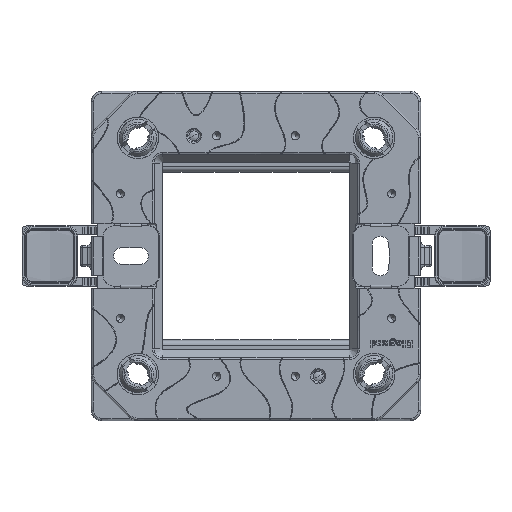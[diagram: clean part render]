
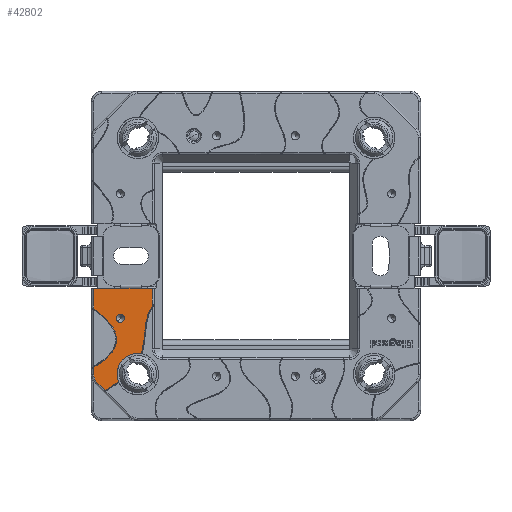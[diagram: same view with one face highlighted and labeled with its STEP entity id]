
A CAD part, top view. The second image highlights one B-rep face of the part: STEP entity #42802.
In plain terms, the highlighted planar face has unit normal (0, 0, 1).
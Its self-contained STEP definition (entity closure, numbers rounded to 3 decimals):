
#5317=AXIS2_PLACEMENT_3D('Circle Axis2P3D',#5315,#5316,$) ;
#5343=AXIS2_PLACEMENT_3D('Circle Axis2P3D',#5341,#5342,$) ;
#12574=AXIS2_PLACEMENT_3D('Plane Axis2P3D',#12571,#12572,#12573) ;
#42763=AXIS2_PLACEMENT_3D('Circle Axis2P3D',#42761,#42762,$) ;
#3931=CARTESIAN_POINT('Vertex',(-27.702,-7.852,3.)) ;
#3964=CARTESIAN_POINT('Vertex',(-27.702,-7.844,3.)) ;
#3967=CARTESIAN_POINT('Line Origine',(-27.702,0.,3.)) ;
#4035=CARTESIAN_POINT('Vertex',(-32.598,-7.852,3.)) ;
#4038=CARTESIAN_POINT('Line Origine',(-32.598,0.,3.)) ;
#4042=CARTESIAN_POINT('Vertex',(-32.598,-7.844,3.)) ;
#4067=CARTESIAN_POINT('Line Origine',(-30.15,-7.844,3.)) ;
#4215=CARTESIAN_POINT('Control Point',(-27.702,-7.852,3.)) ;
#4216=CARTESIAN_POINT('Control Point',(-24.989,-7.852,3.)) ;
#4217=CARTESIAN_POINT('Vertex',(-24.989,-7.852,3.)) ;
#4260=CARTESIAN_POINT('Line Origine',(-36.975,-7.852,3.)) ;
#4264=CARTESIAN_POINT('Vertex',(-39.118,-7.852,3.)) ;
#4820=CARTESIAN_POINT('Vertex',(-39.118,-28.654,3.)) ;
#4844=CARTESIAN_POINT('Vertex',(-38.387,-30.42,3.)) ;
#4848=CARTESIAN_POINT('Control Point',(-38.387,-30.42,3.)) ;
#4849=CARTESIAN_POINT('Control Point',(-38.455,-30.352,3.)) ;
#4850=CARTESIAN_POINT('Control Point',(-38.52,-30.28,3.)) ;
#4851=CARTESIAN_POINT('Control Point',(-38.581,-30.206,3.)) ;
#4852=CARTESIAN_POINT('Control Point',(-38.816,-29.891,3.)) ;
#4853=CARTESIAN_POINT('Control Point',(-38.987,-29.534,3.)) ;
#4854=CARTESIAN_POINT('Control Point',(-39.074,-29.246,3.)) ;
#4855=CARTESIAN_POINT('Control Point',(-39.118,-28.95,3.)) ;
#4856=CARTESIAN_POINT('Control Point',(-39.118,-28.654,3.)) ;
#5315=CARTESIAN_POINT('Axis2P3D Location',(-32.75,-15.,3.)) ;
#5319=CARTESIAN_POINT('Vertex',(-33.229,-15.878,3.)) ;
#5321=CARTESIAN_POINT('Vertex',(-32.271,-14.122,3.)) ;
#5341=CARTESIAN_POINT('Axis2P3D Location',(-32.75,-15.,3.)) ;
#12571=CARTESIAN_POINT('Axis2P3D Location',(0.,0.,3.)) ;
#42691=CARTESIAN_POINT('Line Origine',(-24.989,-9.999,3.)) ;
#42695=CARTESIAN_POINT('Vertex',(-24.989,-12.146,3.)) ;
#42698=CARTESIAN_POINT('Line Origine',(-39.118,-10.33,3.)) ;
#42702=CARTESIAN_POINT('Vertex',(-39.118,-12.807,3.)) ;
#42706=CARTESIAN_POINT('Control Point',(-39.118,-26.884,3.)) ;
#42707=CARTESIAN_POINT('Control Point',(-38.351,-26.431,3.)) ;
#42708=CARTESIAN_POINT('Control Point',(-37.602,-25.947,3.)) ;
#42709=CARTESIAN_POINT('Control Point',(-36.878,-25.423,3.)) ;
#42710=CARTESIAN_POINT('Control Point',(-35.737,-24.472,3.)) ;
#42711=CARTESIAN_POINT('Control Point',(-34.78,-23.341,3.)) ;
#42712=CARTESIAN_POINT('Control Point',(-34.439,-22.86,3.)) ;
#42713=CARTESIAN_POINT('Control Point',(-34.045,-22.144,3.)) ;
#42714=CARTESIAN_POINT('Control Point',(-33.798,-21.373,3.)) ;
#42715=CARTESIAN_POINT('Control Point',(-33.742,-21.153,3.)) ;
#42716=CARTESIAN_POINT('Control Point',(-33.659,-20.722,3.)) ;
#42717=CARTESIAN_POINT('Control Point',(-33.628,-20.285,3.)) ;
#42718=CARTESIAN_POINT('Control Point',(-33.626,-20.072,3.)) ;
#42719=CARTESIAN_POINT('Control Point',(-33.647,-19.646,3.)) ;
#42720=CARTESIAN_POINT('Control Point',(-33.716,-19.224,3.)) ;
#42721=CARTESIAN_POINT('Control Point',(-33.762,-19.013,3.)) ;
#42722=CARTESIAN_POINT('Control Point',(-33.953,-18.323,3.)) ;
#42723=CARTESIAN_POINT('Control Point',(-34.254,-17.669,3.)) ;
#42724=CARTESIAN_POINT('Control Point',(-34.507,-17.232,3.)) ;
#42725=CARTESIAN_POINT('Control Point',(-34.967,-16.555,3.)) ;
#42726=CARTESIAN_POINT('Control Point',(-35.491,-15.928,3.)) ;
#42727=CARTESIAN_POINT('Control Point',(-35.702,-15.691,3.)) ;
#42728=CARTESIAN_POINT('Control Point',(-36.452,-14.901,3.)) ;
#42729=CARTESIAN_POINT('Control Point',(-37.269,-14.182,3.)) ;
#42730=CARTESIAN_POINT('Control Point',(-37.87,-13.701,3.)) ;
#42731=CARTESIAN_POINT('Control Point',(-38.487,-13.244,3.)) ;
#42732=CARTESIAN_POINT('Control Point',(-39.118,-12.807,3.)) ;
#42733=CARTESIAN_POINT('Vertex',(-39.118,-26.884,3.)) ;
#42736=CARTESIAN_POINT('Line Origine',(-39.118,-27.769,3.)) ;
#42741=CARTESIAN_POINT('Line Origine',(-37.367,-31.44,3.)) ;
#42745=CARTESIAN_POINT('Vertex',(-36.347,-32.46,3.)) ;
#42749=CARTESIAN_POINT('Control Point',(-36.347,-32.46,3.)) ;
#42750=CARTESIAN_POINT('Control Point',(-35.841,-32.098,3.)) ;
#42751=CARTESIAN_POINT('Control Point',(-35.312,-31.753,3.)) ;
#42752=CARTESIAN_POINT('Control Point',(-34.77,-31.416,3.)) ;
#42753=CARTESIAN_POINT('Control Point',(-34.117,-31.014,3.)) ;
#42754=CARTESIAN_POINT('Control Point',(-33.469,-30.601,3.)) ;
#42755=CARTESIAN_POINT('Control Point',(-33.362,-30.532,3.)) ;
#42756=CARTESIAN_POINT('Control Point',(-33.254,-30.462,3.)) ;
#42757=CARTESIAN_POINT('Control Point',(-33.147,-30.392,3.)) ;
#42758=CARTESIAN_POINT('Vertex',(-33.147,-30.392,3.)) ;
#42761=CARTESIAN_POINT('Axis2P3D Location',(-28.5,-28.5,3.)) ;
#42765=CARTESIAN_POINT('Vertex',(-27.638,-23.557,3.)) ;
#42769=CARTESIAN_POINT('Control Point',(-27.638,-23.557,3.)) ;
#42770=CARTESIAN_POINT('Control Point',(-27.581,-23.357,3.)) ;
#42771=CARTESIAN_POINT('Control Point',(-27.527,-23.156,3.)) ;
#42772=CARTESIAN_POINT('Control Point',(-27.476,-22.954,3.)) ;
#42773=CARTESIAN_POINT('Control Point',(-27.217,-21.831,3.)) ;
#42774=CARTESIAN_POINT('Control Point',(-27.055,-20.678,3.)) ;
#42775=CARTESIAN_POINT('Control Point',(-26.964,-19.727,3.)) ;
#42776=CARTESIAN_POINT('Control Point',(-26.788,-17.523,3.)) ;
#42777=CARTESIAN_POINT('Control Point',(-26.501,-15.38,3.)) ;
#42778=CARTESIAN_POINT('Control Point',(-26.223,-14.196,3.)) ;
#42779=CARTESIAN_POINT('Control Point',(-25.712,-13.107,3.)) ;
#42780=CARTESIAN_POINT('Control Point',(-24.989,-12.146,3.)) ;
#3968=DIRECTION('Vector Direction',(0.,1.,0.)) ;
#4039=DIRECTION('Vector Direction',(0.,1.,0.)) ;
#4068=DIRECTION('Vector Direction',(-1.,0.,0.)) ;
#4261=DIRECTION('Vector Direction',(-1.,0.,0.)) ;
#5316=DIRECTION('Axis2P3D Direction',(0.,0.,1.)) ;
#5342=DIRECTION('Axis2P3D Direction',(0.,0.,1.)) ;
#12572=DIRECTION('Axis2P3D Direction',(0.,0.,1.)) ;
#12573=DIRECTION('Axis2P3D XDirection',(1.,0.,0.)) ;
#42692=DIRECTION('Vector Direction',(0.,-1.,0.)) ;
#42699=DIRECTION('Vector Direction',(0.,1.,0.)) ;
#42737=DIRECTION('Vector Direction',(0.,1.,0.)) ;
#42742=DIRECTION('Vector Direction',(0.707,-0.707,0.)) ;
#42762=DIRECTION('Axis2P3D Direction',(0.,0.,1.)) ;
#3969=VECTOR('Line Direction',#3968,1.) ;
#4040=VECTOR('Line Direction',#4039,1.) ;
#4069=VECTOR('Line Direction',#4068,1.) ;
#4262=VECTOR('Line Direction',#4261,1.) ;
#42693=VECTOR('Line Direction',#42692,1.) ;
#42700=VECTOR('Line Direction',#42699,1.) ;
#42738=VECTOR('Line Direction',#42737,1.) ;
#42743=VECTOR('Line Direction',#42742,1.) ;
#42783=ORIENTED_EDGE('',*,*,#42697,.F.) ;
#42784=ORIENTED_EDGE('',*,*,#4219,.F.) ;
#42785=ORIENTED_EDGE('',*,*,#3971,.F.) ;
#42786=ORIENTED_EDGE('',*,*,#4071,.F.) ;
#42787=ORIENTED_EDGE('',*,*,#4044,.F.) ;
#42788=ORIENTED_EDGE('',*,*,#4266,.F.) ;
#42789=ORIENTED_EDGE('',*,*,#42704,.T.) ;
#42790=ORIENTED_EDGE('',*,*,#42735,.F.) ;
#42791=ORIENTED_EDGE('',*,*,#42740,.T.) ;
#42792=ORIENTED_EDGE('',*,*,#4857,.T.) ;
#42793=ORIENTED_EDGE('',*,*,#42747,.T.) ;
#42794=ORIENTED_EDGE('',*,*,#42760,.F.) ;
#42795=ORIENTED_EDGE('',*,*,#42767,.F.) ;
#42796=ORIENTED_EDGE('',*,*,#42781,.F.) ;
#42799=ORIENTED_EDGE('',*,*,#5323,.T.) ;
#42800=ORIENTED_EDGE('',*,*,#5345,.T.) ;
#42801=FACE_BOUND('',#42798,.T.) ;
#42802=ADVANCED_FACE('PartBody',(#42797,#42801),#12575,.T.) ;
#4214=B_SPLINE_CURVE_WITH_KNOTS('',1,(#4215,#4216),.UNSPECIFIED.,.F.,.U.,(2,2),(-2.116,0.597),.UNSPECIFIED.) ;
#4847=B_SPLINE_CURVE_WITH_KNOTS('',5,(#4848,#4849,#4850,#4851,#4852,#4853,#4854,#4855,#4856),.UNSPECIFIED.,.F.,.U.,(6,3,6),(10.745,11.496,13.808),.UNSPECIFIED.) ;
#42705=B_SPLINE_CURVE_WITH_KNOTS('',5,(#42706,#42707,#42708,#42709,#42710,#42711,#42712,#42713,#42714,#42715,#42716,#42717,#42718,#42719,#42720,#42721,#42722,#42723,#42724,#42725,#42726,#42727,#42728,#42729,#42730,#42731,#42732),.UNSPECIFIED.,.F.,.U.,(6,3,3,3,3,3,3,3,6),(0.174,6.479,10.577,12.175,13.668,15.182,18.706,20.932,26.375),.UNSPECIFIED.) ;
#42748=B_SPLINE_CURVE_WITH_KNOTS('',5,(#42749,#42750,#42751,#42752,#42753,#42754,#42755,#42756,#42757),.UNSPECIFIED.,.F.,.U.,(6,3,6),(6.786,11.199,12.082),.UNSPECIFIED.) ;
#42768=B_SPLINE_CURVE_WITH_KNOTS('',5,(#42769,#42770,#42771,#42772,#42773,#42774,#42775,#42776,#42777,#42778,#42779,#42780),.UNSPECIFIED.,.F.,.U.,(6,3,3,6),(24.682,26.135,32.697,41.4),.UNSPECIFIED.) ;
#5318=CIRCLE('generated circle',#5317,1.) ;
#5344=CIRCLE('generated circle',#5343,1.) ;
#42764=CIRCLE('generated circle',#42763,5.017) ;
#3971=EDGE_CURVE('',#3965,#3932,#3970,.F.) ;
#4044=EDGE_CURVE('',#4036,#4043,#4041,.T.) ;
#4071=EDGE_CURVE('',#4043,#3965,#4070,.F.) ;
#4219=EDGE_CURVE('',#3932,#4218,#4214,.T.) ;
#4266=EDGE_CURVE('',#4265,#4036,#4263,.F.) ;
#4857=EDGE_CURVE('',#4821,#4845,#4847,.F.) ;
#5323=EDGE_CURVE('',#5320,#5322,#5318,.F.) ;
#5345=EDGE_CURVE('',#5322,#5320,#5344,.F.) ;
#42697=EDGE_CURVE('',#4218,#42696,#42694,.T.) ;
#42704=EDGE_CURVE('',#4265,#42703,#42701,.F.) ;
#42735=EDGE_CURVE('',#42734,#42703,#42705,.T.) ;
#42740=EDGE_CURVE('',#42734,#4821,#42739,.F.) ;
#42747=EDGE_CURVE('',#4845,#42746,#42744,.T.) ;
#42760=EDGE_CURVE('',#42759,#42746,#42748,.F.) ;
#42767=EDGE_CURVE('',#42766,#42759,#42764,.T.) ;
#42781=EDGE_CURVE('',#42696,#42766,#42768,.F.) ;
#42782=EDGE_LOOP('',(#42783,#42784,#42785,#42786,#42787,#42788,#42789,#42790,#42791,#42792,#42793,#42794,#42795,#42796)) ;
#42798=EDGE_LOOP('',(#42799,#42800)) ;
#42797=FACE_OUTER_BOUND('',#42782,.T.) ;
#3970=LINE('Line',#3967,#3969) ;
#4041=LINE('Line',#4038,#4040) ;
#4070=LINE('Line',#4067,#4069) ;
#4263=LINE('Line',#4260,#4262) ;
#42694=LINE('Line',#42691,#42693) ;
#42701=LINE('Line',#42698,#42700) ;
#42739=LINE('Line',#42736,#42738) ;
#42744=LINE('Line',#42741,#42743) ;
#12575=PLANE('',#12574) ;
#3932=VERTEX_POINT('',#3931) ;
#3965=VERTEX_POINT('',#3964) ;
#4036=VERTEX_POINT('',#4035) ;
#4043=VERTEX_POINT('',#4042) ;
#4218=VERTEX_POINT('',#4217) ;
#4265=VERTEX_POINT('',#4264) ;
#4821=VERTEX_POINT('',#4820) ;
#4845=VERTEX_POINT('',#4844) ;
#5320=VERTEX_POINT('',#5319) ;
#5322=VERTEX_POINT('',#5321) ;
#42696=VERTEX_POINT('',#42695) ;
#42703=VERTEX_POINT('',#42702) ;
#42734=VERTEX_POINT('',#42733) ;
#42746=VERTEX_POINT('',#42745) ;
#42759=VERTEX_POINT('',#42758) ;
#42766=VERTEX_POINT('',#42765) ;
